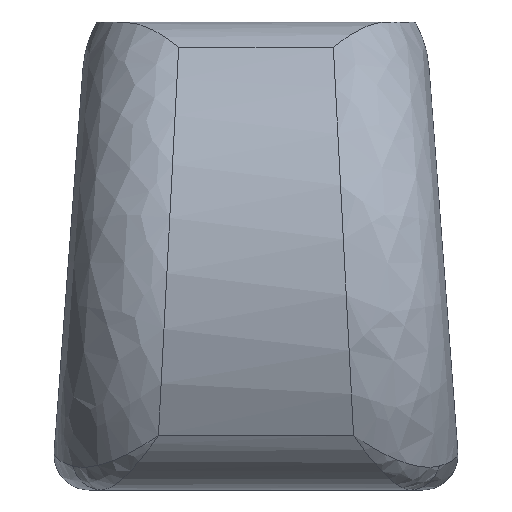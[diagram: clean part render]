
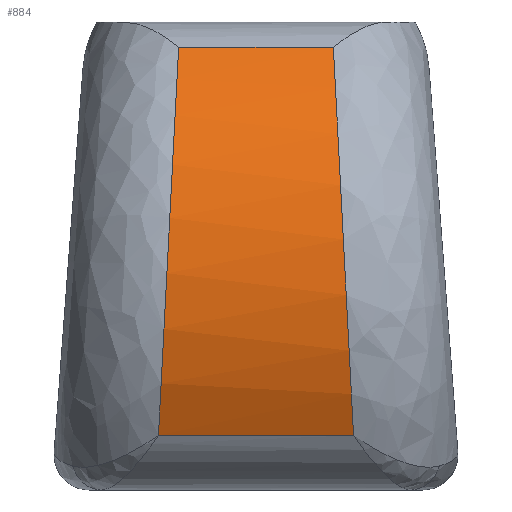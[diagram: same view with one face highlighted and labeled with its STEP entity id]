
A CAD part, top view. The second image highlights one B-rep face of the part: STEP entity #884.
In plain terms, the highlighted cylindrical face has radius 13.829 mm (diameter 27.657 mm), a partial arc.
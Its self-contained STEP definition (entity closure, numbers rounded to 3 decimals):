
#16=ELLIPSE('',#946,13.847,13.829);
#17=ELLIPSE('',#947,13.847,13.829);
#70=LINE('',#1337,#168);
#119=LINE('',#1612,#217);
#168=VECTOR('',#996,10.);
#217=VECTOR('',#1087,10.);
#258=CYLINDRICAL_SURFACE('',#949,13.829);
#291=FACE_OUTER_BOUND('',#342,.T.);
#342=EDGE_LOOP('',(#750,#751,#752,#753));
#386=VERTEX_POINT('',#1204);
#405=VERTEX_POINT('',#1336);
#438=VERTEX_POINT('',#1542);
#441=VERTEX_POINT('',#1580);
#491=EDGE_CURVE('',#386,#405,#70,.T.);
#549=EDGE_CURVE('',#441,#438,#119,.T.);
#553=EDGE_CURVE('',#438,#386,#16,.T.);
#554=EDGE_CURVE('',#405,#441,#17,.T.);
#750=ORIENTED_EDGE('',*,*,#549,.F.);
#751=ORIENTED_EDGE('',*,*,#554,.F.);
#752=ORIENTED_EDGE('',*,*,#491,.F.);
#753=ORIENTED_EDGE('',*,*,#553,.F.);
#884=ADVANCED_FACE('',(#291),#258,.T.);
#946=AXIS2_PLACEMENT_3D('',#1669,#1092,#1093);
#947=AXIS2_PLACEMENT_3D('',#1712,#1094,#1095);
#949=AXIS2_PLACEMENT_3D('',#1714,#1098,#1099);
#996=DIRECTION('',(-1.,0.,0.));
#1087=DIRECTION('',(1.,0.,0.));
#1092=DIRECTION('center_axis',(0.999,0.052,0.));
#1093=DIRECTION('ref_axis',(-0.052,0.999,0.));
#1094=DIRECTION('center_axis',(-0.999,0.052,0.));
#1095=DIRECTION('ref_axis',(0.052,0.999,0.));
#1098=DIRECTION('center_axis',(1.,0.,0.));
#1099=DIRECTION('ref_axis',(0.,0.824,0.566));
#1204=CARTESIAN_POINT('',(4.169,-8.618,9.491));
#1336=CARTESIAN_POINT('',(-4.169,-8.618,9.491));
#1337=CARTESIAN_POINT('',(0.,-8.618,9.491));
#1542=CARTESIAN_POINT('',(3.307,7.985,6.375));
#1580=CARTESIAN_POINT('',(-3.307,7.985,6.375));
#1612=CARTESIAN_POINT('',(0.,7.985,6.375));
#1669=CARTESIAN_POINT('Origin',(3.843,-2.337,-2.829));
#1712=CARTESIAN_POINT('Origin',(-3.843,-2.337,-2.829));
#1714=CARTESIAN_POINT('Origin',(0.,-2.337,-2.829));
